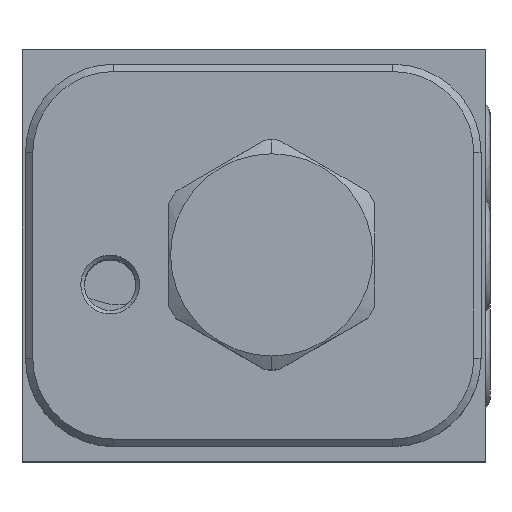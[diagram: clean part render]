
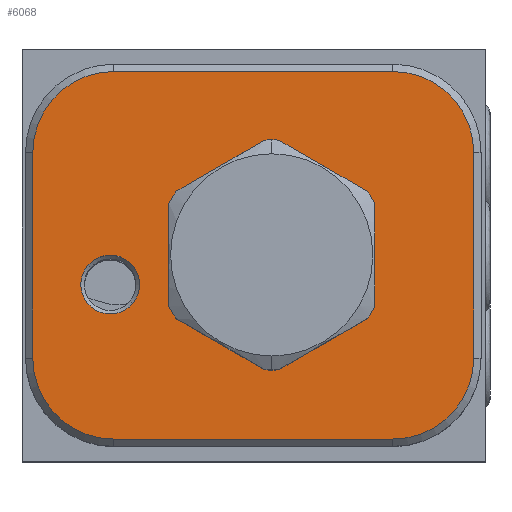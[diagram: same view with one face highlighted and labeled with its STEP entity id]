
A CAD part, top view. The second image highlights one B-rep face of the part: STEP entity #6068.
In plain terms, the highlighted planar face has unit normal (0, 0, 1).
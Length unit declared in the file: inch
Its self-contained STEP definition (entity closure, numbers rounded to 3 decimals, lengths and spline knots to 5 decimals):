
#3072=CARTESIAN_POINT('',(1.577,-1.313,4.438));
#3073=DIRECTION('',(0.,0.,-1.));
#3074=DIRECTION('',(1.,0.,0.));
#3075=AXIS2_PLACEMENT_3D('',#3072,#3073,#3074);
#3086=CARTESIAN_POINT('',(1.062,-0.875,4.438));
#3087=DIRECTION('',(0.,0.,-1.));
#3088=DIRECTION('',(-1.,0.,0.));
#3089=AXIS2_PLACEMENT_3D('',#3086,#3087,#3088);
#3091=CARTESIAN_POINT('',(1.062,-0.875,4.438));
#3092=DIRECTION('',(0.,0.,-1.));
#3093=DIRECTION('',(1.,0.,0.));
#3094=AXIS2_PLACEMENT_3D('',#3091,#3092,#3093);
#3096=CARTESIAN_POINT('',(0.375,-1.,4.438));
#3097=DIRECTION('',(0.,0.,-1.));
#3098=DIRECTION('',(-0.766,0.643,0.));
#3099=AXIS2_PLACEMENT_3D('',#3096,#3097,#3098);
#3101=CARTESIAN_POINT('',(0.375,-1.,4.438));
#3102=DIRECTION('',(0.,0.,-1.));
#3103=DIRECTION('',(0.766,-0.643,0.));
#3104=AXIS2_PLACEMENT_3D('',#3101,#3102,#3103);
#3360=DIRECTION('',(-1.,0.,0.));
#3361=VECTOR('',#3360,1.187);
#3362=CARTESIAN_POINT('',(1.577,-1.657,4.438));
#3363=LINE('',#3362,#3361);
#3380=CARTESIAN_POINT('',(0.39,-1.313,4.438));
#3381=DIRECTION('',(0.,0.,-1.));
#3382=DIRECTION('',(0.,-1.,0.));
#3383=AXIS2_PLACEMENT_3D('',#3380,#3381,#3382);
#3398=DIRECTION('',(0.,1.,0.));
#3399=VECTOR('',#3398,0.875);
#3400=CARTESIAN_POINT('',(0.046,-1.313,4.438));
#3401=LINE('',#3400,#3399);
#3414=CARTESIAN_POINT('',(0.39,-0.438,4.438));
#3415=DIRECTION('',(0.,0.,-1.));
#3416=DIRECTION('',(-1.,0.,0.));
#3417=AXIS2_PLACEMENT_3D('',#3414,#3415,#3416);
#3428=DIRECTION('',(1.,0.,0.));
#3429=VECTOR('',#3428,1.187);
#3430=CARTESIAN_POINT('',(0.39,-0.094,4.438));
#3431=LINE('',#3430,#3429);
#3448=CARTESIAN_POINT('',(1.577,-0.438,4.438));
#3449=DIRECTION('',(0.,0.,-1.));
#3450=DIRECTION('',(0.,1.,0.));
#3451=AXIS2_PLACEMENT_3D('',#3448,#3449,#3450);
#3462=DIRECTION('',(0.,-1.,0.));
#3463=VECTOR('',#3462,0.875);
#3464=CARTESIAN_POINT('',(1.921,-0.438,4.438));
#3465=LINE('',#3464,#3463);
#4087=CARTESIAN_POINT('',(1.4925,-0.875,4.438));
#4088=VERTEX_POINT('',#4087);
#4097=CARTESIAN_POINT('',(0.6315,-0.875,4.438));
#4098=VERTEX_POINT('',#4097);
#4119=CARTESIAN_POINT('',(0.27924,-0.91965,
4.438));
#4120=CARTESIAN_POINT('',(0.47076,-1.08035,
4.438));
#4121=VERTEX_POINT('',#4119);
#4122=VERTEX_POINT('',#4120);
#4159=CARTESIAN_POINT('',(0.046,-1.313,4.438));
#4160=CARTESIAN_POINT('',(0.046,-0.438,4.438));
#4161=VERTEX_POINT('',#4159);
#4162=VERTEX_POINT('',#4160);
#4167=CARTESIAN_POINT('',(0.39,-0.094,4.438));
#4168=VERTEX_POINT('',#4167);
#4171=CARTESIAN_POINT('',(1.577,-0.094,4.438));
#4172=VERTEX_POINT('',#4171);
#4175=CARTESIAN_POINT('',(1.921,-0.438,4.438));
#4176=VERTEX_POINT('',#4175);
#4179=CARTESIAN_POINT('',(1.921,-1.313,4.438));
#4180=VERTEX_POINT('',#4179);
#4183=CARTESIAN_POINT('',(1.577,-1.657,4.438));
#4184=VERTEX_POINT('',#4183);
#4187=CARTESIAN_POINT('',(0.39,-1.657,4.438));
#4188=VERTEX_POINT('',#4187);
#6034=CARTESIAN_POINT('',(0.,0.,4.438));
#6035=DIRECTION('',(0.,0.,1.));
#6036=DIRECTION('',(1.,0.,0.));
#6037=AXIS2_PLACEMENT_3D('',#6034,#6035,#6036);
#6038=PLANE('',#6037);
#6039=ORIENTED_EDGE('',*,*,#6024,.T.);
#6041=ORIENTED_EDGE('',*,*,#6040,.T.);
#6043=ORIENTED_EDGE('',*,*,#6042,.T.);
#6045=ORIENTED_EDGE('',*,*,#6044,.T.);
#6047=ORIENTED_EDGE('',*,*,#6046,.T.);
#6049=ORIENTED_EDGE('',*,*,#6048,.T.);
#6051=ORIENTED_EDGE('',*,*,#6050,.T.);
#6053=ORIENTED_EDGE('',*,*,#6052,.T.);
#6054=EDGE_LOOP('',(#6039,#6041,#6043,#6045,#6047,#6049,#6051,#6053));
#6055=FACE_OUTER_BOUND('',#6054,.F.);
#6057=ORIENTED_EDGE('',*,*,#6056,.F.);
#6059=ORIENTED_EDGE('',*,*,#6058,.F.);
#6060=EDGE_LOOP('',(#6057,#6059));
#6061=FACE_BOUND('',#6060,.F.);
#6063=ORIENTED_EDGE('',*,*,#6062,.F.);
#6065=ORIENTED_EDGE('',*,*,#6064,.F.);
#6066=EDGE_LOOP('',(#6063,#6065));
#6067=FACE_BOUND('',#6066,.F.);
#6068=ADVANCED_FACE('',(#6055,#6061,#6067),#6038,.T.);
#3076=CIRCLE('',#3075,0.344);
#3090=CIRCLE('',#3089,0.4305);
#3095=CIRCLE('',#3094,0.4305);
#3100=CIRCLE('',#3099,0.125);
#3105=CIRCLE('',#3104,0.125);
#3384=CIRCLE('',#3383,0.344);
#3418=CIRCLE('',#3417,0.344);
#3452=CIRCLE('',#3451,0.344);
#6024=EDGE_CURVE('',#4180,#4184,#3076,.T.);
#6040=EDGE_CURVE('',#4184,#4188,#3363,.T.);
#6042=EDGE_CURVE('',#4188,#4161,#3384,.T.);
#6044=EDGE_CURVE('',#4161,#4162,#3401,.T.);
#6046=EDGE_CURVE('',#4162,#4168,#3418,.T.);
#6048=EDGE_CURVE('',#4168,#4172,#3431,.T.);
#6050=EDGE_CURVE('',#4172,#4176,#3452,.T.);
#6052=EDGE_CURVE('',#4176,#4180,#3465,.T.);
#6056=EDGE_CURVE('',#4121,#4122,#3100,.T.);
#6058=EDGE_CURVE('',#4122,#4121,#3105,.T.);
#6062=EDGE_CURVE('',#4098,#4088,#3090,.T.);
#6064=EDGE_CURVE('',#4088,#4098,#3095,.T.);
